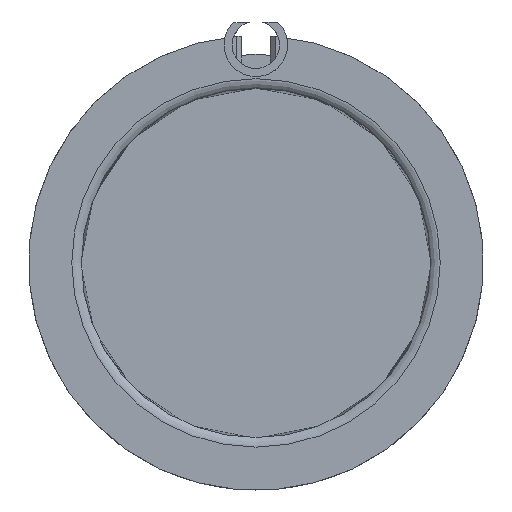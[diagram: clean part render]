
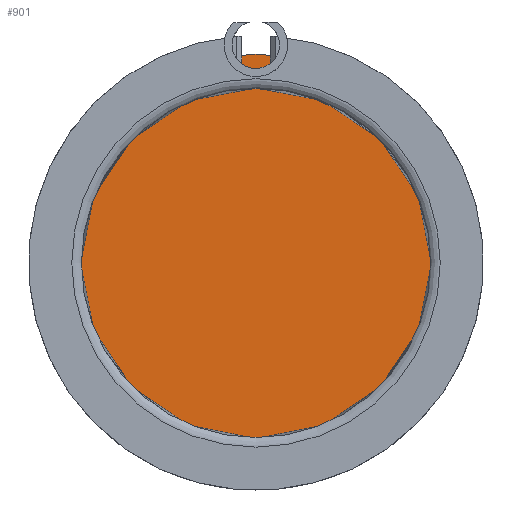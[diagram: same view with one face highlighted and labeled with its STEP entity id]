
A CAD part, top view. The second image highlights one B-rep face of the part: STEP entity #901.
In plain terms, the highlighted planar face has unit normal (0, 0, 1).
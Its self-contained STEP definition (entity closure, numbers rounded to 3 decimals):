
#158=PLANE('',#968);
#174=FACE_OUTER_BOUND('',#222,.T.);
#222=EDGE_LOOP('',(#648));
#413=CIRCLE('',#966,86.874);
#434=VERTEX_POINT('',#1229);
#518=EDGE_CURVE('',#434,#434,#413,.T.);
#648=ORIENTED_EDGE('',*,*,#518,.T.);
#901=ADVANCED_FACE('',(#174),#158,.T.);
#966=AXIS2_PLACEMENT_3D('',#1230,#1040,#1041);
#968=AXIS2_PLACEMENT_3D('',#1234,#1045,#1046);
#1040=DIRECTION('center_axis',(0.,0.,1.));
#1041=DIRECTION('ref_axis',(1.,0.,0.));
#1045=DIRECTION('center_axis',(0.,0.,1.));
#1046=DIRECTION('ref_axis',(1.,0.,0.));
#1229=CARTESIAN_POINT('',(-86.874,0.,50.));
#1230=CARTESIAN_POINT('Origin',(0.,0.,50.));
#1234=CARTESIAN_POINT('Origin',(0.,0.,50.));
